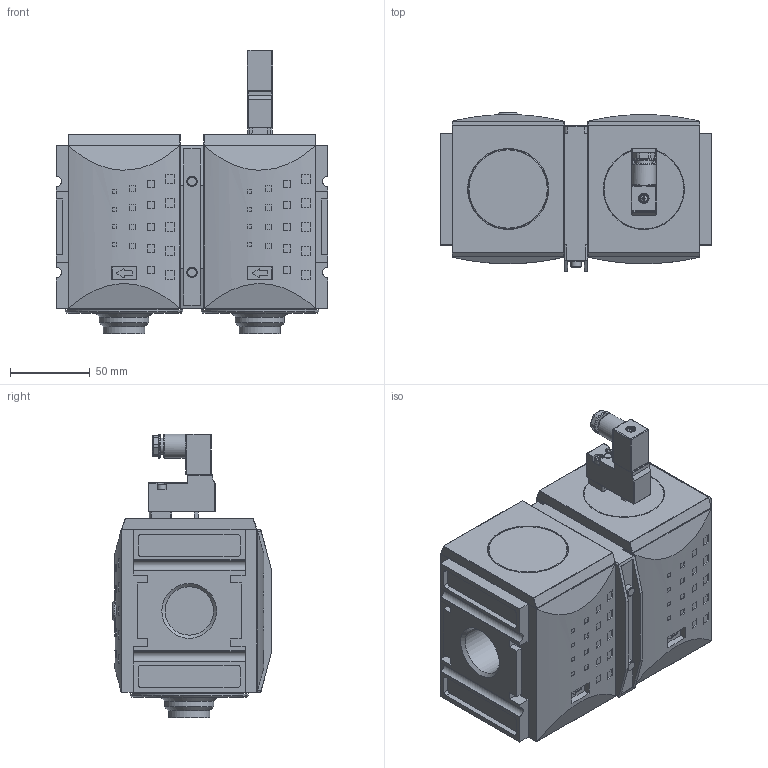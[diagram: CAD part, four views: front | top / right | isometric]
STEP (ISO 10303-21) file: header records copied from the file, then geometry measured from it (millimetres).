
FILE_DESCRIPTION((''),'2;1');
FILE_NAME('K2SA-41.stp','2010-02-10T10:58:01',('DDruske'),(''),'Autodesk Inventor 2009','Autodesk Inventor 2009','');
FILE_SCHEMA(('AUTOMOTIVE_DESIGN { 1 0 10303 214 1 1 1 1 }'));
Length unit declared in the file: millimetre
Products named in the file (1): Bauteil4
Bounding box: 170 x 99.5 x 177.77 mm (x, y, z)
Volume: 1627859.4 mm3; surface area: 171539.4 mm2
Topology: 18 solids, 18 shells, 1743 faces, 4463 edges, 2884 vertices
Faces by surface type: plane 1031, cylinder 309, bspline 306, torus 38, cone 34, sphere 25
Full cylindrical faces by diameter (mm): 2 x6, 2.256 x1, 2.5 x1, 3 x2, 3.7 x1, 4 x1, 4.5 x1, 4.9 x1, 5 x1, 5.5 x3, 6.5 x2, 10 x1, 11.8 x2, 13 x1, 15 x2, 18.6 x2, 24.1 x2, 26 x2, 30.291 x2, 31 x2, 32 x1, 50 x2, 60 x2, 74 x2
Entity records: 55850 total; most frequent: CARTESIAN_POINT 13287, ORIENTED_EDGE 8642, DIRECTION 7667, EDGE_CURVE 4321, VECTOR 2975, LINE 2975, VERTEX_POINT 2863, AXIS2_PLACEMENT_3D 2346
